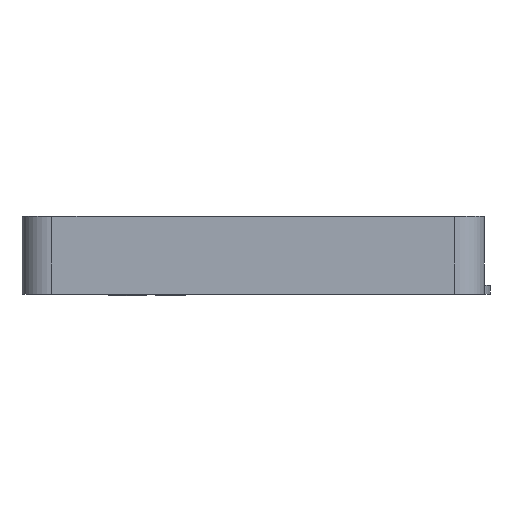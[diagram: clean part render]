
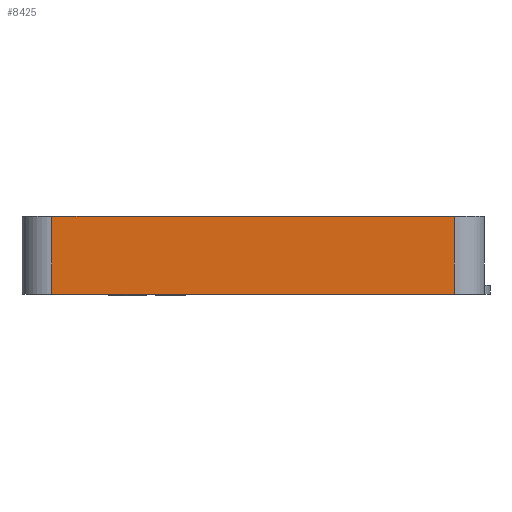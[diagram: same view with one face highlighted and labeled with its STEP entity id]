
A CAD part, left-side view. The second image highlights one B-rep face of the part: STEP entity #8425.
In plain terms, the highlighted planar face has unit normal (-1, 0, 0).
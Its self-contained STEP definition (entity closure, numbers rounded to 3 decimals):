
#947=PLANE('',#8929);
#1103=FACE_OUTER_BOUND('',#1583,.T.);
#1583=EDGE_LOOP('',(#5774,#5775,#5776,#5777));
#2119=LINE('',#10423,#2796);
#2125=LINE('',#10448,#2802);
#2126=LINE('',#10451,#2803);
#2127=LINE('',#10452,#2804);
#2796=VECTOR('',#9206,10.);
#2802=VECTOR('',#9232,10.);
#2803=VECTOR('',#9235,10.);
#2804=VECTOR('',#9236,10.);
#3548=VERTEX_POINT('',#10420);
#3549=VERTEX_POINT('',#10422);
#3558=VERTEX_POINT('',#10446);
#3559=VERTEX_POINT('',#10450);
#4431=EDGE_CURVE('',#3548,#3549,#2119,.T.);
#4444=EDGE_CURVE('',#3558,#3548,#2125,.T.);
#4445=EDGE_CURVE('',#3559,#3558,#2126,.T.);
#4446=EDGE_CURVE('',#3549,#3559,#2127,.T.);
#5774=ORIENTED_EDGE('',*,*,#4444,.F.);
#5775=ORIENTED_EDGE('',*,*,#4445,.F.);
#5776=ORIENTED_EDGE('',*,*,#4446,.F.);
#5777=ORIENTED_EDGE('',*,*,#4431,.F.);
#8425=ADVANCED_FACE('',(#1103),#947,.T.);
#8929=AXIS2_PLACEMENT_3D('',#10449,#9233,#9234);
#9206=DIRECTION('',(0.,-1.,0.));
#9232=DIRECTION('',(0.,0.,1.));
#9233=DIRECTION('center_axis',(-1.,0.,0.));
#9234=DIRECTION('ref_axis',(0.,-1.,0.));
#9235=DIRECTION('',(0.,1.,0.));
#9236=DIRECTION('',(0.,0.,-1.));
#10420=CARTESIAN_POINT('',(-24.13,32.448,13.));
#10422=CARTESIAN_POINT('',(-24.13,-34.702,13.));
#10423=CARTESIAN_POINT('',(-24.13,-39.702,13.));
#10446=CARTESIAN_POINT('',(-24.13,32.448,0.));
#10448=CARTESIAN_POINT('',(-24.13,32.448,0.));
#10449=CARTESIAN_POINT('Origin',(-24.13,37.448,0.));
#10450=CARTESIAN_POINT('',(-24.13,-34.702,0.));
#10451=CARTESIAN_POINT('',(-24.13,-39.702,0.));
#10452=CARTESIAN_POINT('',(-24.13,-34.702,0.));
